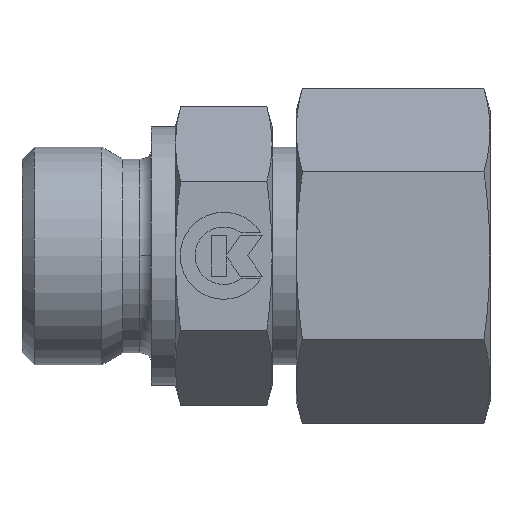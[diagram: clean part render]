
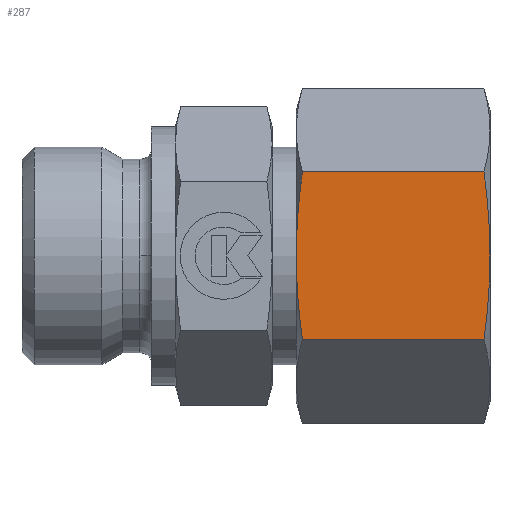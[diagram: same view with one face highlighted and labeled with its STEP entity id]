
A CAD part, top view. The second image highlights one B-rep face of the part: STEP entity #287.
In plain terms, the highlighted planar face has unit normal (0, 0, 1).
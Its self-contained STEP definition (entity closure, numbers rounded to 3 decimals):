
#287 = ADVANCED_FACE( '', ( #554 ), #555, .F. );
#554 = FACE_OUTER_BOUND( '', #845, .T. );
#555 = PLANE( '', #846 );
#845 = EDGE_LOOP( '', ( #1775, #1776, #1777, #1778, #1779, #1780 ) );
#846 = AXIS2_PLACEMENT_3D( '', #1781, #1782, #1783 );
#1775 = ORIENTED_EDGE( '', *, *, #2229, .F. );
#1776 = ORIENTED_EDGE( '', *, *, #2221, .F. );
#1777 = ORIENTED_EDGE( '', *, *, #2230, .F. );
#1778 = ORIENTED_EDGE( '', *, *, #2231, .F. );
#1779 = ORIENTED_EDGE( '', *, *, #2224, .T. );
#1780 = ORIENTED_EDGE( '', *, *, #2232, .F. );
#1781 = CARTESIAN_POINT( '', ( 34.5, -10.392, 18. ) );
#1782 = DIRECTION( '', ( 0., 0., -1. ) );
#1783 = DIRECTION( '', ( 0., -1., 0. ) );
#2221 = EDGE_CURVE( '', #2714, #2716, #2717, .T. );
#2224 = EDGE_CURVE( '', #2722, #2719, #2723, .T. );
#2229 = EDGE_CURVE( '', #2716, #2729, #2730, .T. );
#2230 = EDGE_CURVE( '', #2731, #2714, #2732, .T. );
#2231 = EDGE_CURVE( '', #2722, #2731, #2733, .T. );
#2232 = EDGE_CURVE( '', #2729, #2719, #2734, .T. );
#2714 = VERTEX_POINT( '', #3639 );
#2716 = VERTEX_POINT( '', #3650 );
#2717 = LINE( '', #3651, #3652 );
#2719 = VERTEX_POINT( '', #3663 );
#2722 = VERTEX_POINT( '', #3675 );
#2723 = LINE( '', #3676, #3677 );
#2729 = VERTEX_POINT( '', #3711 );
#2730 = ( B_SPLINE_CURVE( 2, ( #3713, #3714, #3715 ), .UNSPECIFIED., .F., .F. )B_SPLINE_CURVE_WITH_KNOTS( ( 3, 3 ), ( 8.684, 20.294 ), .UNSPECIFIED. )RATIONAL_B_SPLINE_CURVE( ( 1.058, 1.068, 1. ) )BOUNDED_CURVE(  )REPRESENTATION_ITEM( '' )GEOMETRIC_REPRESENTATION_ITEM(  )CURVE(  ) );
#2731 = VERTEX_POINT( '', #3722 );
#2732 = ( B_SPLINE_CURVE( 2, ( #3724, #3725, #3726 ), .UNSPECIFIED., .F., .F. )B_SPLINE_CURVE_WITH_KNOTS( ( 3, 3 ), ( 20.294, 31.904 ), .UNSPECIFIED. )RATIONAL_B_SPLINE_CURVE( ( 1., 1.068, 1.058 ) )BOUNDED_CURVE(  )REPRESENTATION_ITEM( '' )GEOMETRIC_REPRESENTATION_ITEM(  )CURVE(  ) );
#2733 = ( B_SPLINE_CURVE( 2, ( #3734, #3735, #3736 ), .UNSPECIFIED., .F., .F. )B_SPLINE_CURVE_WITH_KNOTS( ( 3, 3 ), ( 8.684, 20.294 ), .UNSPECIFIED. )RATIONAL_B_SPLINE_CURVE( ( 1.058, 1.068, 1. ) )BOUNDED_CURVE(  )REPRESENTATION_ITEM( '' )GEOMETRIC_REPRESENTATION_ITEM(  )CURVE(  ) );
#2734 = ( B_SPLINE_CURVE( 2, ( #3744, #3745, #3746 ), .UNSPECIFIED., .F., .F. )B_SPLINE_CURVE_WITH_KNOTS( ( 3, 3 ), ( 20.294, 31.904 ), .UNSPECIFIED. )RATIONAL_B_SPLINE_CURVE( ( 1., 1.068, 1.058 ) )BOUNDED_CURVE(  )REPRESENTATION_ITEM( '' )GEOMETRIC_REPRESENTATION_ITEM(  )CURVE(  ) );
#3639 = CARTESIAN_POINT( '', ( 33.754, -10.392, 18. ) );
#3650 = CARTESIAN_POINT( '', ( 11.246, -10.392, 18. ) );
#3651 = CARTESIAN_POINT( '', ( 34.5, -10.392, 18. ) );
#3652 = VECTOR( '', #4305, 1. );
#3663 = CARTESIAN_POINT( '', ( 11.246, 10.392, 18. ) );
#3675 = CARTESIAN_POINT( '', ( 33.754, 10.392, 18. ) );
#3676 = CARTESIAN_POINT( '', ( 34.5, 10.392, 18. ) );
#3677 = VECTOR( '', #4306, 1. );
#3711 = CARTESIAN_POINT( '', ( 10.5, 0., 18. ) );
#3713 = CARTESIAN_POINT( '', ( 11.246, -10.392, 18. ) );
#3714 = CARTESIAN_POINT( '', ( 10.5, -4.823, 18. ) );
#3715 = CARTESIAN_POINT( '', ( 10.5, 0., 18. ) );
#3722 = CARTESIAN_POINT( '', ( 34.5, 0., 18. ) );
#3724 = CARTESIAN_POINT( '', ( 34.5, 0., 18. ) );
#3725 = CARTESIAN_POINT( '', ( 34.5, -4.823, 18. ) );
#3726 = CARTESIAN_POINT( '', ( 33.754, -10.392, 18. ) );
#3734 = CARTESIAN_POINT( '', ( 33.754, 10.392, 18. ) );
#3735 = CARTESIAN_POINT( '', ( 34.5, 4.823, 18. ) );
#3736 = CARTESIAN_POINT( '', ( 34.5, 0., 18. ) );
#3744 = CARTESIAN_POINT( '', ( 10.5, 0., 18. ) );
#3745 = CARTESIAN_POINT( '', ( 10.5, 4.823, 18. ) );
#3746 = CARTESIAN_POINT( '', ( 11.246, 10.392, 18. ) );
#4305 = DIRECTION( '', ( -1., 0., 0. ) );
#4306 = DIRECTION( '', ( -1., 0., 0. ) );
